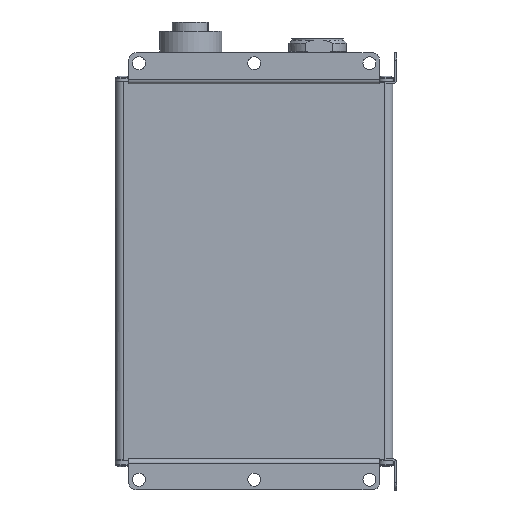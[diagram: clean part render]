
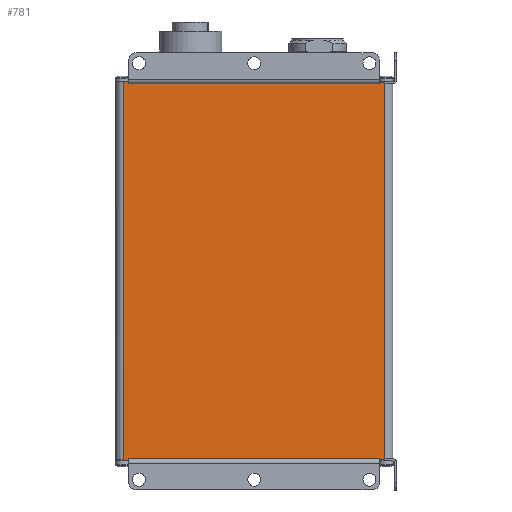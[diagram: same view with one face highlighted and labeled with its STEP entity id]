
A CAD part, front view. The second image highlights one B-rep face of the part: STEP entity #781.
In plain terms, the highlighted planar face has unit normal (0, -1, 0).
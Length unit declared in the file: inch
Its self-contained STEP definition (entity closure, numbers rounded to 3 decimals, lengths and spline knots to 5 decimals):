
#118 = LINE ( 'NONE', #18669, #23892 ) ;
#134 = CARTESIAN_POINT ( 'NONE',  ( -1.98819, -0.96457, 1.29528 ) ) ;
#167 = CARTESIAN_POINT ( 'NONE',  ( 1.98819, -0.96457, 1.29528 ) ) ;
#345 = CARTESIAN_POINT ( 'NONE',  ( 1.98819, -0.96457, -4.43176 ) ) ;
#346 = VERTEX_POINT ( 'NONE', #2161 ) ;
#377 = DIRECTION ( 'NONE',  ( 0., 0., 1. ) ) ;
#379 = VERTEX_POINT ( 'NONE', #14913 ) ;
#388 = CARTESIAN_POINT ( 'NONE',  ( -1.90945, -0.96457, 1.27953 ) ) ;
#781 = ADVANCED_FACE ( 'NONE', ( #10363 ), #23032, .F. ) ;
#1068 = DIRECTION ( 'NONE',  ( 0., 0., -1. ) ) ;
#1235 = CARTESIAN_POINT ( 'NONE',  ( 1.98819, -0.96457, -4.42126 ) ) ;
#1420 = EDGE_CURVE ( 'NONE', #379, #7872, #15153, .T. ) ;
#1773 = VECTOR ( 'NONE', #1068, 39.37008 ) ;
#2000 = CARTESIAN_POINT ( 'NONE',  ( 1.98819, -0.96457, 1.27953 ) ) ;
#2161 = CARTESIAN_POINT ( 'NONE',  ( -1.98819, -0.96457, -4.45276 ) ) ;
#2201 = CARTESIAN_POINT ( 'NONE',  ( 1.98819, -0.96457, 1.29528 ) ) ;
#2289 = CARTESIAN_POINT ( 'NONE',  ( 1.98819, -0.96457, 1.27953 ) ) ;
#2473 = ORIENTED_EDGE ( 'NONE', *, *, #11565, .T. ) ;
#2693 = ORIENTED_EDGE ( 'NONE', *, *, #18804, .F. ) ;
#2815 = ORIENTED_EDGE ( 'NONE', *, *, #7074, .T. ) ;
#2872 = CARTESIAN_POINT ( 'NONE',  ( 1.98819, -0.96457, 1.28478 ) ) ;
#3130 = VERTEX_POINT ( 'NONE', #15737 ) ;
#3296 = B_SPLINE_CURVE_WITH_KNOTS ( 'NONE', 3,
 ( #19270, #6243, #345, #20835 ),
 .UNSPECIFIED., .F., .F.,
 ( 4, 4 ),
 ( 0.99725, 1. ),
 .UNSPECIFIED. ) ;
#3305 = CARTESIAN_POINT ( 'NONE',  ( 1.9357, -0.96457, 1.29528 ) ) ;
#3336 = CARTESIAN_POINT ( 'NONE',  ( 1.90945, -0.96457, -4.43701 ) ) ;
#3408 = EDGE_CURVE ( 'NONE', #6889, #346, #7080, .T. ) ;
#3780 = DIRECTION ( 'NONE',  ( 0., 0., -1. ) ) ;
#3804 = EDGE_CURVE ( 'NONE', #5734, #10927, #16632, .T. ) ;
#3820 = CARTESIAN_POINT ( 'NONE',  ( 1.96194, -0.96457, -4.43701 ) ) ;
#3857 = CARTESIAN_POINT ( 'NONE',  ( -1.98819, -0.96457, -4.42126 ) ) ;
#3984 = VECTOR ( 'NONE', #21609, 39.37008 ) ;
#4370 = VECTOR ( 'NONE', #18477, 39.37008 ) ;
#4422 = CARTESIAN_POINT ( 'NONE',  ( -1.98819, -0.96457, 1.29528 ) ) ;
#4532 = ORIENTED_EDGE ( 'NONE', *, *, #17798, .F. ) ;
#4781 = LINE ( 'NONE', #2289, #20920 ) ;
#5255 = DIRECTION ( 'NONE',  ( -1., 0., 0. ) ) ;
#5734 = VERTEX_POINT ( 'NONE', #12048 ) ;
#5940 = CARTESIAN_POINT ( 'NONE',  ( -1.90945, -0.96457, -4.42126 ) ) ;
#6093 = ORIENTED_EDGE ( 'NONE', *, *, #1420, .T. ) ;
#6243 = CARTESIAN_POINT ( 'NONE',  ( 1.98819, -0.96457, -4.42651 ) ) ;
#6457 = EDGE_CURVE ( 'NONE', #15557, #16434, #4781, .T. ) ;
#6889 = VERTEX_POINT ( 'NONE', #15465 ) ;
#7054 = CARTESIAN_POINT ( 'NONE',  ( 1.90945, -0.96457, -4.48425 ) ) ;
#7074 = EDGE_CURVE ( 'NONE', #6889, #379, #20294, .T. ) ;
#7080 = LINE ( 'NONE', #16559, #7604 ) ;
#7089 = CARTESIAN_POINT ( 'NONE',  ( 1.98819, -0.96457, -4.43701 ) ) ;
#7484 = DIRECTION ( 'NONE',  ( 0., 0., -1. ) ) ;
#7549 = VECTOR ( 'NONE', #377, 39.37008 ) ;
#7604 = VECTOR ( 'NONE', #5255, 39.37008 ) ;
#7872 = VERTEX_POINT ( 'NONE', #8650 ) ;
#7975 = DIRECTION ( 'NONE',  ( 1., 0., 0. ) ) ;
#8054 = ORIENTED_EDGE ( 'NONE', *, *, #19142, .F. ) ;
#8299 = DIRECTION ( 'NONE',  ( -1., 0., 0. ) ) ;
#8553 = CARTESIAN_POINT ( 'NONE',  ( 1.98819, -0.96457, -4.43701 ) ) ;
#8650 = CARTESIAN_POINT ( 'NONE',  ( 1.90945, -0.96457, -4.42126 ) ) ;
#9287 = CARTESIAN_POINT ( 'NONE',  ( 1.9357, -0.96457, -4.43701 ) ) ;
#9338 = LINE ( 'NONE', #134, #17530 ) ;
#9706 = LINE ( 'NONE', #16999, #7549 ) ;
#9947 = EDGE_LOOP ( 'NONE', ( #2473, #23557, #13184, #2815, #6093, #8054, #15531, #4532, #17460, #2693, #12203, #17707, #20942, #12584, #23003 ) ) ;
#10027 = VERTEX_POINT ( 'NONE', #1235 ) ;
#10275 = LINE ( 'NONE', #12448, #1773 ) ;
#10350 = DIRECTION ( 'NONE',  ( 0., 0., 1. ) ) ;
#10363 = FACE_OUTER_BOUND ( 'NONE', #9947, .T. ) ;
#10927 = VERTEX_POINT ( 'NONE', #12175 ) ;
#11021 = EDGE_CURVE ( 'NONE', #18932, #10027, #14343, .T. ) ;
#11358 = CARTESIAN_POINT ( 'NONE',  ( -1.98819, -0.96457, -4.43701 ) ) ;
#11503 = DIRECTION ( 'NONE',  ( 1., 0., 0. ) ) ;
#11565 = EDGE_CURVE ( 'NONE', #3130, #22741, #9338, .T. ) ;
#12048 = CARTESIAN_POINT ( 'NONE',  ( 1.90945, -0.96457, 1.29528 ) ) ;
#12175 = CARTESIAN_POINT ( 'NONE',  ( 1.98819, -0.96457, 1.29528 ) ) ;
#12203 = ORIENTED_EDGE ( 'NONE', *, *, #3804, .F. ) ;
#12210 = CARTESIAN_POINT ( 'NONE',  ( -1.90945, -0.96457, 1.31102 ) ) ;
#12231 = EDGE_CURVE ( 'NONE', #17885, #3130, #21497, .T. ) ;
#12448 = CARTESIAN_POINT ( 'NONE',  ( 1.90945, -0.96457, 1.29528 ) ) ;
#12584 = ORIENTED_EDGE ( 'NONE', *, *, #20922, .F. ) ;
#12887 = CARTESIAN_POINT ( 'NONE',  ( 1.90945, -0.96457, 1.29528 ) ) ;
#13184 = ORIENTED_EDGE ( 'NONE', *, *, #3408, .F. ) ;
#13451 = B_SPLINE_CURVE_WITH_KNOTS ( 'NONE', 3,
 ( #14031, #23411, #2872, #18160 ),
 .UNSPECIFIED., .F., .F.,
 ( 4, 4 ),
 ( 0., 0.00275 ),
 .UNSPECIFIED. ) ;
#14031 = CARTESIAN_POINT ( 'NONE',  ( 1.98819, -0.96457, 1.29528 ) ) ;
#14343 = LINE ( 'NONE', #2201, #15613 ) ;
#14913 = CARTESIAN_POINT ( 'NONE',  ( -1.90945, -0.96457, -4.42126 ) ) ;
#15153 = LINE ( 'NONE', #3857, #21931 ) ;
#15465 = CARTESIAN_POINT ( 'NONE',  ( -1.90945, -0.96457, -4.45276 ) ) ;
#15531 = ORIENTED_EDGE ( 'NONE', *, *, #18084, .T. ) ;
#15557 = VERTEX_POINT ( 'NONE', #388 ) ;
#15613 = VECTOR ( 'NONE', #3780, 39.37008 ) ;
#15737 = CARTESIAN_POINT ( 'NONE',  ( -1.98819, -0.96457, 1.31102 ) ) ;
#16434 = VERTEX_POINT ( 'NONE', #18354 ) ;
#16559 = CARTESIAN_POINT ( 'NONE',  ( 1.98819, -0.96457, -4.45276 ) ) ;
#16632 = B_SPLINE_CURVE_WITH_KNOTS ( 'NONE', 3,
 ( #12887, #3305, #16652, #167 ),
 .UNSPECIFIED., .F., .F.,
 ( 4, 4 ),
 ( 0.9802, 1. ),
 .UNSPECIFIED. ) ;
#16652 = CARTESIAN_POINT ( 'NONE',  ( 1.96194, -0.96457, 1.29528 ) ) ;
#16999 = CARTESIAN_POINT ( 'NONE',  ( -1.98819, -0.96457, -4.42126 ) ) ;
#17305 = DIRECTION ( 'NONE',  ( 0., 1., 0. ) ) ;
#17460 = ORIENTED_EDGE ( 'NONE', *, *, #11021, .F. ) ;
#17530 = VECTOR ( 'NONE', #22699, 39.37008 ) ;
#17707 = ORIENTED_EDGE ( 'NONE', *, *, #21144, .T. ) ;
#17798 = EDGE_CURVE ( 'NONE', #10027, #20054, #3296, .T. ) ;
#17850 = CARTESIAN_POINT ( 'NONE',  ( 1.98819, -0.96457, 1.31102 ) ) ;
#17885 = VERTEX_POINT ( 'NONE', #12210 ) ;
#18084 = EDGE_CURVE ( 'NONE', #20479, #20054, #20089, .T. ) ;
#18160 = CARTESIAN_POINT ( 'NONE',  ( 1.98819, -0.96457, 1.27953 ) ) ;
#18354 = CARTESIAN_POINT ( 'NONE',  ( 1.90945, -0.96457, 1.27953 ) ) ;
#18477 = DIRECTION ( 'NONE',  ( 0., 0., 1. ) ) ;
#18669 = CARTESIAN_POINT ( 'NONE',  ( -1.90945, -0.96457, 1.27953 ) ) ;
#18804 = EDGE_CURVE ( 'NONE', #10927, #18932, #13451, .T. ) ;
#18932 = VERTEX_POINT ( 'NONE', #2000 ) ;
#19142 = EDGE_CURVE ( 'NONE', #20479, #7872, #21638, .T. ) ;
#19270 = CARTESIAN_POINT ( 'NONE',  ( 1.98819, -0.96457, -4.42126 ) ) ;
#20054 = VERTEX_POINT ( 'NONE', #8553 ) ;
#20089 = B_SPLINE_CURVE_WITH_KNOTS ( 'NONE', 3,
 ( #3336, #9287, #3820, #7089 ),
 .UNSPECIFIED., .F., .F.,
 ( 4, 4 ),
 ( 0., 1. ),
 .UNSPECIFIED. ) ;
#20291 = VECTOR ( 'NONE', #10350, 39.37008 ) ;
#20294 = LINE ( 'NONE', #5940, #4370 ) ;
#20479 = VERTEX_POINT ( 'NONE', #23227 ) ;
#20742 = EDGE_CURVE ( 'NONE', #346, #22741, #9706, .T. ) ;
#20835 = CARTESIAN_POINT ( 'NONE',  ( 1.98819, -0.96457, -4.43701 ) ) ;
#20920 = VECTOR ( 'NONE', #11503, 39.37008 ) ;
#20922 = EDGE_CURVE ( 'NONE', #17885, #15557, #118, .T. ) ;
#20942 = ORIENTED_EDGE ( 'NONE', *, *, #6457, .F. ) ;
#21144 = EDGE_CURVE ( 'NONE', #5734, #16434, #10275, .T. ) ;
#21497 = LINE ( 'NONE', #17850, #3984 ) ;
#21609 = DIRECTION ( 'NONE',  ( -1., 0., 0. ) ) ;
#21638 = LINE ( 'NONE', #7054, #20291 ) ;
#21931 = VECTOR ( 'NONE', #7975, 39.37008 ) ;
#22318 = AXIS2_PLACEMENT_3D ( 'NONE', #4422, #17305, #8299 ) ;
#22699 = DIRECTION ( 'NONE',  ( 0., 0., -1. ) ) ;
#22741 = VERTEX_POINT ( 'NONE', #11358 ) ;
#23003 = ORIENTED_EDGE ( 'NONE', *, *, #12231, .T. ) ;
#23032 = PLANE ( 'NONE',  #22318 ) ;
#23227 = CARTESIAN_POINT ( 'NONE',  ( 1.90945, -0.96457, -4.43701 ) ) ;
#23411 = CARTESIAN_POINT ( 'NONE',  ( 1.98819, -0.96457, 1.29003 ) ) ;
#23557 = ORIENTED_EDGE ( 'NONE', *, *, #20742, .F. ) ;
#23892 = VECTOR ( 'NONE', #7484, 39.37008 ) ;
